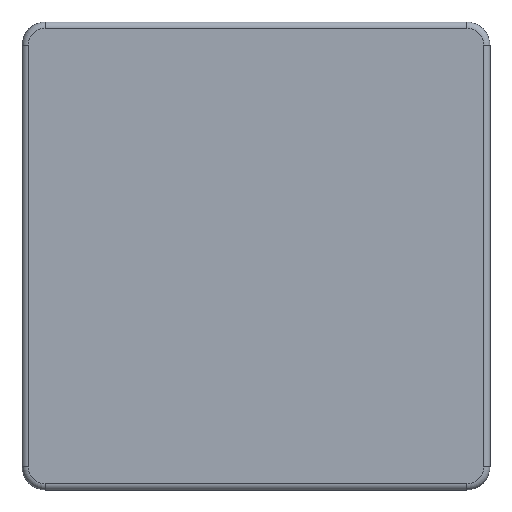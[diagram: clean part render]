
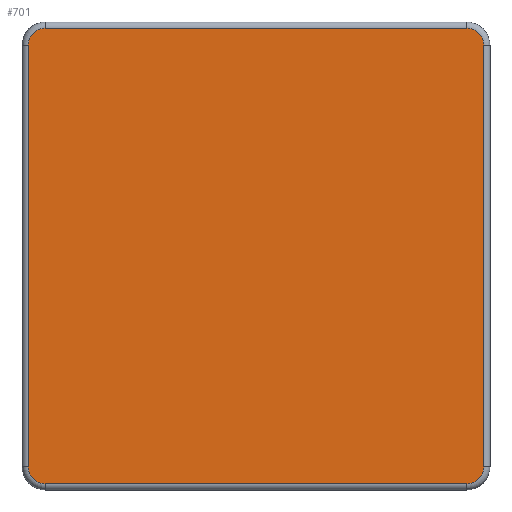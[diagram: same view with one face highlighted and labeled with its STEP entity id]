
A CAD part, left-side view. The second image highlights one B-rep face of the part: STEP entity #701.
In plain terms, the highlighted planar face has unit normal (-1, 0, 0).
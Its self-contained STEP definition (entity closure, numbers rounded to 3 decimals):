
#1=CARTESIAN_POINT('',(0.,2.7,-2.7));
#2=DIRECTION('',(-1.,0.,0.));
#3=DIRECTION('',(0.,1.,0.));
#4=AXIS2_PLACEMENT_3D('',#1,#2,#3);
#6=DIRECTION('',(0.,0.,-1.));
#7=VECTOR('',#6,5.4);
#8=CARTESIAN_POINT('',(0.,2.92,2.7));
#9=LINE('',#8,#7);
#10=CARTESIAN_POINT('',(0.,2.7,2.7));
#11=DIRECTION('',(-1.,0.,0.));
#12=DIRECTION('',(0.,0.,1.));
#13=AXIS2_PLACEMENT_3D('',#10,#11,#12);
#15=DIRECTION('',(0.,1.,0.));
#16=VECTOR('',#15,5.4);
#17=CARTESIAN_POINT('',(0.,-2.7,2.92));
#18=LINE('',#17,#16);
#19=CARTESIAN_POINT('',(0.,-2.7,2.7));
#20=DIRECTION('',(-1.,0.,0.));
#21=DIRECTION('',(0.,-1.,0.));
#22=AXIS2_PLACEMENT_3D('',#19,#20,#21);
#24=DIRECTION('',(0.,0.,1.));
#25=VECTOR('',#24,5.4);
#26=CARTESIAN_POINT('',(0.,-2.92,-2.7));
#27=LINE('',#26,#25);
#28=CARTESIAN_POINT('',(0.,-2.7,-2.7));
#29=DIRECTION('',(-1.,0.,0.));
#30=DIRECTION('',(0.,0.,-1.));
#31=AXIS2_PLACEMENT_3D('',#28,#29,#30);
#33=DIRECTION('',(0.,-1.,0.));
#34=VECTOR('',#33,5.4);
#35=CARTESIAN_POINT('',(0.,2.7,-2.92));
#36=LINE('',#35,#34);
#610=CARTESIAN_POINT('',(0.,2.92,-2.7));
#611=CARTESIAN_POINT('',(0.,2.7,-2.92));
#612=VERTEX_POINT('',#610);
#613=VERTEX_POINT('',#611);
#618=CARTESIAN_POINT('',(0.,-2.7,-2.92));
#619=VERTEX_POINT('',#618);
#622=CARTESIAN_POINT('',(0.,-2.92,-2.7));
#623=VERTEX_POINT('',#622);
#626=CARTESIAN_POINT('',(0.,-2.92,2.7));
#627=VERTEX_POINT('',#626);
#630=CARTESIAN_POINT('',(0.,-2.7,2.92));
#631=VERTEX_POINT('',#630);
#634=CARTESIAN_POINT('',(0.,2.7,2.92));
#635=VERTEX_POINT('',#634);
#638=CARTESIAN_POINT('',(0.,2.92,2.7));
#639=VERTEX_POINT('',#638);
#678=CARTESIAN_POINT('',(0.,0.,0.));
#679=DIRECTION('',(1.,0.,0.));
#680=DIRECTION('',(0.,-1.,0.));
#681=AXIS2_PLACEMENT_3D('',#678,#679,#680);
#682=PLANE('',#681);
#684=ORIENTED_EDGE('',*,*,#683,.F.);
#686=ORIENTED_EDGE('',*,*,#685,.F.);
#688=ORIENTED_EDGE('',*,*,#687,.F.);
#690=ORIENTED_EDGE('',*,*,#689,.F.);
#692=ORIENTED_EDGE('',*,*,#691,.F.);
#694=ORIENTED_EDGE('',*,*,#693,.F.);
#696=ORIENTED_EDGE('',*,*,#695,.F.);
#698=ORIENTED_EDGE('',*,*,#697,.F.);
#699=EDGE_LOOP('',(#684,#686,#688,#690,#692,#694,#696,#698));
#700=FACE_OUTER_BOUND('',#699,.F.);
#5=CIRCLE('',#4,0.22);
#14=CIRCLE('',#13,0.22);
#23=CIRCLE('',#22,0.22);
#32=CIRCLE('',#31,0.22);
#683=EDGE_CURVE('',#612,#613,#5,.T.);
#685=EDGE_CURVE('',#639,#612,#9,.T.);
#687=EDGE_CURVE('',#635,#639,#14,.T.);
#689=EDGE_CURVE('',#631,#635,#18,.T.);
#691=EDGE_CURVE('',#627,#631,#23,.T.);
#693=EDGE_CURVE('',#623,#627,#27,.T.);
#695=EDGE_CURVE('',#619,#623,#32,.T.);
#697=EDGE_CURVE('',#613,#619,#36,.T.);
#701=ADVANCED_FACE('',(#700),#682,.F.);
